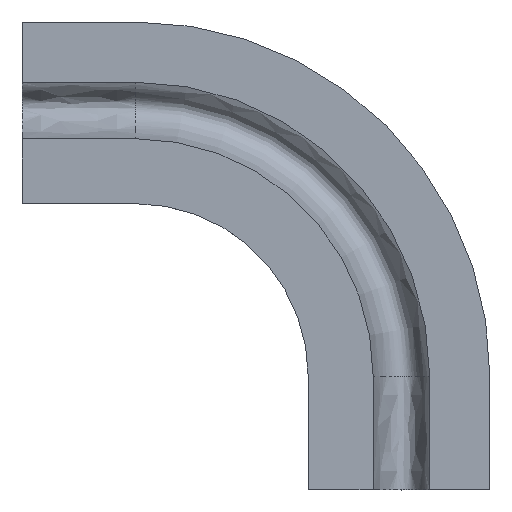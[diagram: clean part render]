
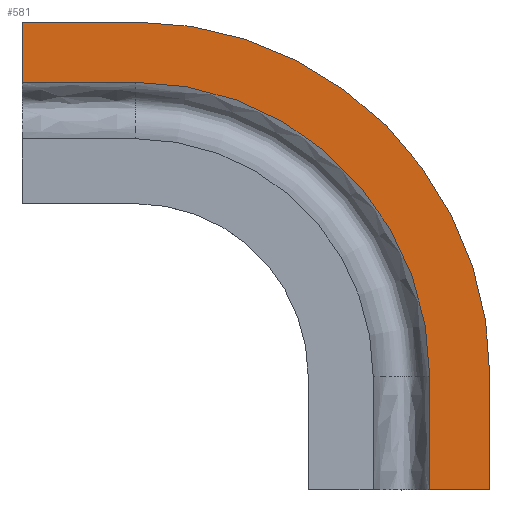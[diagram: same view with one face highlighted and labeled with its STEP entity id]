
A CAD part, top view. The second image highlights one B-rep face of the part: STEP entity #581.
In plain terms, the highlighted planar face has unit normal (0, 0, 1).
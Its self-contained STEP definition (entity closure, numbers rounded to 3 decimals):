
#65 = VERTEX_POINT('',#66);
#66 = CARTESIAN_POINT('',(206.,0.,1.6));
#72 = EDGE_CURVE('',#65,#73,#75,.T.);
#73 = VERTEX_POINT('',#74);
#74 = CARTESIAN_POINT('',(179.482,0.,1.6));
#75 = LINE('',#76,#77);
#76 = CARTESIAN_POINT('',(206.,0.,1.6));
#77 = VECTOR('',#78,1.);
#78 = DIRECTION('',(-1.,0.,0.));
#170 = EDGE_CURVE('',#65,#171,#173,.T.);
#171 = VERTEX_POINT('',#172);
#172 = CARTESIAN_POINT('',(206.,50.,1.6));
#173 = LINE('',#174,#175);
#174 = CARTESIAN_POINT('',(206.,0.,1.6));
#175 = VECTOR('',#176,1.);
#176 = DIRECTION('',(0.,1.,0.));
#192 = EDGE_CURVE('',#73,#193,#195,.T.);
#193 = VERTEX_POINT('',#194);
#194 = CARTESIAN_POINT('',(179.482,50.,1.6));
#195 = LINE('',#196,#197);
#196 = CARTESIAN_POINT('',(179.482,0.,1.6));
#197 = VECTOR('',#198,1.);
#198 = DIRECTION('',(0.,1.,0.));
#308 = VERTEX_POINT('',#309);
#309 = CARTESIAN_POINT('',(50.,206.,1.6));
#315 = EDGE_CURVE('',#171,#308,#316,.T.);
#316 = CIRCLE('',#317,156.);
#317 = AXIS2_PLACEMENT_3D('',#318,#319,#320);
#318 = CARTESIAN_POINT('',(50.,50.,1.6));
#319 = DIRECTION('',(-0.,0.,1.));
#320 = DIRECTION('',(1.,0.,0.));
#331 = EDGE_CURVE('',#193,#332,#334,.T.);
#332 = VERTEX_POINT('',#333);
#333 = CARTESIAN_POINT('',(50.,179.482,1.6));
#334 = CIRCLE('',#335,129.482);
#335 = AXIS2_PLACEMENT_3D('',#336,#337,#338);
#336 = CARTESIAN_POINT('',(50.,50.,1.6));
#337 = DIRECTION('',(0.,-0.,1.));
#338 = DIRECTION('',(1.,0.,0.));
#435 = VERTEX_POINT('',#436);
#436 = CARTESIAN_POINT('',(0.,206.,1.6));
#442 = EDGE_CURVE('',#435,#443,#445,.T.);
#443 = VERTEX_POINT('',#444);
#444 = CARTESIAN_POINT('',(0.,179.482,1.6));
#445 = LINE('',#446,#447);
#446 = CARTESIAN_POINT('',(0.,206.,1.6));
#447 = VECTOR('',#448,1.);
#448 = DIRECTION('',(0.,-1.,0.));
#497 = EDGE_CURVE('',#308,#435,#498,.T.);
#498 = LINE('',#499,#500);
#499 = CARTESIAN_POINT('',(0.,206.,1.6));
#500 = VECTOR('',#501,1.);
#501 = DIRECTION('',(-1.,0.,0.));
#512 = EDGE_CURVE('',#332,#443,#513,.T.);
#513 = LINE('',#514,#515);
#514 = CARTESIAN_POINT('',(0.,179.482,1.6));
#515 = VECTOR('',#516,1.);
#516 = DIRECTION('',(-1.,0.,0.));
#581 = ADVANCED_FACE('',(#582),#592,.T.);
#582 = FACE_BOUND('',#583,.T.);
#583 = EDGE_LOOP('',(#584,#585,#586,#587,#588,#589,#590,#591));
#584 = ORIENTED_EDGE('',*,*,#170,.T.);
#585 = ORIENTED_EDGE('',*,*,#315,.T.);
#586 = ORIENTED_EDGE('',*,*,#497,.T.);
#587 = ORIENTED_EDGE('',*,*,#442,.T.);
#588 = ORIENTED_EDGE('',*,*,#512,.F.);
#589 = ORIENTED_EDGE('',*,*,#331,.F.);
#590 = ORIENTED_EDGE('',*,*,#192,.F.);
#591 = ORIENTED_EDGE('',*,*,#72,.F.);
#592 = PLANE('',#593);
#593 = AXIS2_PLACEMENT_3D('',#594,#595,#596);
#594 = CARTESIAN_POINT('',(127.451,127.451,1.6));
#595 = DIRECTION('',(0.,0.,1.));
#596 = DIRECTION('',(0.,-1.,0.));
